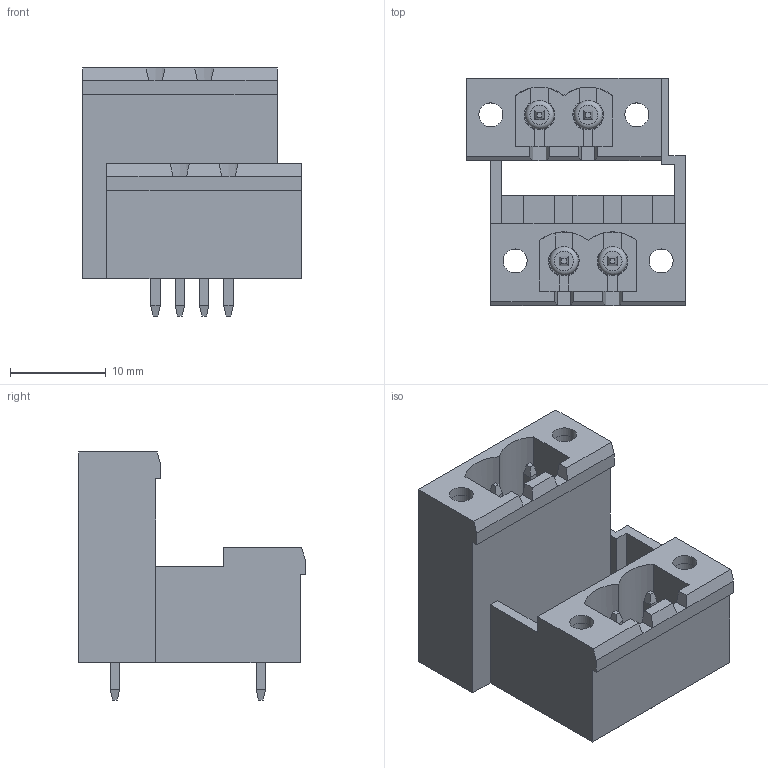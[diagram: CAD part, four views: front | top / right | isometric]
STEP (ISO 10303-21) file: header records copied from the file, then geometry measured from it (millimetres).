
FILE_DESCRIPTION( ( 'Unknown' ), '1' );
FILE_NAME( '691337500004.stp', 'Unknown', ( 'Unknown' ), ( 'Unknown' ), 'PSStep 15.0.49', 'Unknown', ' ' );
FILE_SCHEMA( ( 'AUTOMOTIVE_DESIGN { 1 0 10303 214 1 1 1 1 }' ) );
Length unit declared in the file: millimetre
Products named in the file (5): Assem1; 691336500004; 6913375000xx_PIN Longue; 6913375000xx_PIN Courte; 6913375000xx_INSERT
Assembly tree (9 placements, depth 2):
  Assem1
    691336500004
    6913375000xx_PIN Longue  x2
    6913375000xx_PIN Courte  x2
    6913375000xx_INSERT  x4
Bounding box: 22.86 x 23.7 x 25.9 mm (x, y, z)
Volume: 3460.7 mm3; surface area: 6943.7 mm2
Topology: 9 solids, 9 shells, 338 faces, 895 edges, 581 vertices
Faces by surface type: plane 298, cylinder 28, torus 12
Full cylindrical faces by diameter (mm): 1.45 x4, 2.5 x8, 2.997 x2, 3 x2
Entity records: 11131 total; most frequent: CARTESIAN_POINT 1773, ORIENTED_EDGE 1478, DIRECTION 1365, EDGE_CURVE 739, LINE 663, VECTOR 663, VERTEX_POINT 495, AXIS2_PLACEMENT_3D 351
